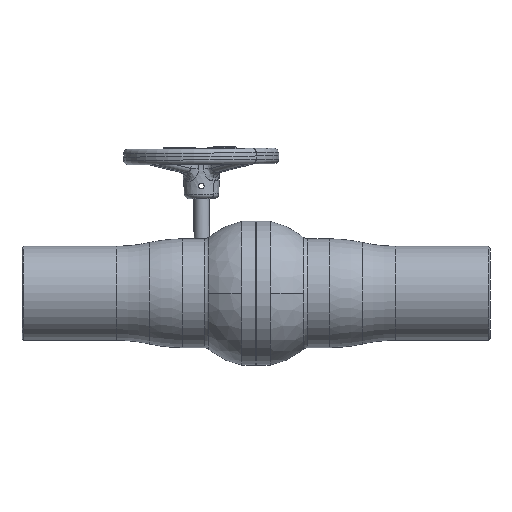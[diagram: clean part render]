
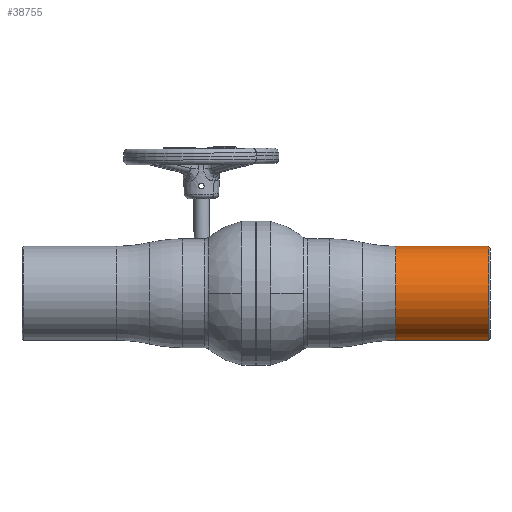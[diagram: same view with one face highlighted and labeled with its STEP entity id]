
A CAD part, front view. The second image highlights one B-rep face of the part: STEP entity #38755.
In plain terms, the highlighted cylindrical face has radius 30.15 mm (diameter 60.3 mm), a partial arc.
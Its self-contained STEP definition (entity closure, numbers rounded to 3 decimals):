
#1172 = ORIENTED_EDGE ( 'NONE', *, *, #13159, .T. ) ;
#3992 = DIRECTION ( 'NONE',  ( 1., 0., 0. ) ) ;
#4849 = CARTESIAN_POINT ( 'NONE',  ( 89.443, 85.861, 30.15 ) ) ;
#5026 = LINE ( 'NONE', #18641, #32964 ) ;
#5227 = CIRCLE ( 'NONE', #42289, 30.15 ) ;
#6110 = EDGE_CURVE ( 'NONE', #20662, #33081, #32755, .T. ) ;
#8460 = VECTOR ( 'NONE', #33458, 1000. ) ;
#9685 = CARTESIAN_POINT ( 'NONE',  ( 149.249, 85.861, 0. ) ) ;
#10577 = DIRECTION ( 'NONE',  ( -1., 0., 0. ) ) ;
#10720 = CARTESIAN_POINT ( 'NONE',  ( 89.443, 85.861, 0. ) ) ;
#11810 = VERTEX_POINT ( 'NONE', #4849 ) ;
#13159 = EDGE_CURVE ( 'NONE', #21414, #20662, #5026, .T. ) ;
#14684 = CARTESIAN_POINT ( 'NONE',  ( 149.249, 85.861, -30.15 ) ) ;
#14801 = CARTESIAN_POINT ( 'NONE',  ( 89.443, 85.861, -30.15 ) ) ;
#15070 = DIRECTION ( 'NONE',  ( 1., 0., 0. ) ) ;
#15623 = ORIENTED_EDGE ( 'NONE', *, *, #28703, .T. ) ;
#16245 = EDGE_CURVE ( 'NONE', #11810, #33081, #37684, .T. ) ;
#18641 = CARTESIAN_POINT ( 'NONE',  ( 222.77, 85.861, -30.15 ) ) ;
#20625 = DIRECTION ( 'NONE',  ( 0., 0., -1. ) ) ;
#20662 = VERTEX_POINT ( 'NONE', #14684 ) ;
#21414 = VERTEX_POINT ( 'NONE', #14801 ) ;
#24324 = DIRECTION ( 'NONE',  ( 0., 0., 1. ) ) ;
#25307 = ORIENTED_EDGE ( 'NONE', *, *, #6110, .T. ) ;
#25595 = FACE_OUTER_BOUND ( 'NONE', #44035, .T. ) ;
#26243 = DIRECTION ( 'NONE',  ( 1., 0., 0. ) ) ;
#28703 = EDGE_CURVE ( 'NONE', #11810, #21414, #5227, .T. ) ;
#30592 = AXIS2_PLACEMENT_3D ( 'NONE', #42562, #26243, #39861 ) ;
#30680 = ORIENTED_EDGE ( 'NONE', *, *, #16245, .F. ) ;
#30927 = CARTESIAN_POINT ( 'NONE',  ( 149.249, 85.861, 30.15 ) ) ;
#32284 = CYLINDRICAL_SURFACE ( 'NONE', #30592, 30.15 ) ;
#32755 = CIRCLE ( 'NONE', #35621, 30.15 ) ;
#32964 = VECTOR ( 'NONE', #15070, 1000. ) ;
#33081 = VERTEX_POINT ( 'NONE', #30927 ) ;
#33458 = DIRECTION ( 'NONE',  ( 1., 0., 0. ) ) ;
#34123 = CARTESIAN_POINT ( 'NONE',  ( 222.77, 85.861, 30.15 ) ) ;
#35621 = AXIS2_PLACEMENT_3D ( 'NONE', #9685, #10577, #20625 ) ;
#37684 = LINE ( 'NONE', #34123, #8460 ) ;
#38755 = ADVANCED_FACE ( 'NONE', ( #25595 ), #32284, .T. ) ;
#39861 = DIRECTION ( 'NONE',  ( 0., 0., 1. ) ) ;
#42289 = AXIS2_PLACEMENT_3D ( 'NONE', #10720, #3992, #24324 ) ;
#42562 = CARTESIAN_POINT ( 'NONE',  ( 222.77, 85.861, 0. ) ) ;
#44035 = EDGE_LOOP ( 'NONE', ( #15623, #1172, #25307, #30680 ) ) ;
